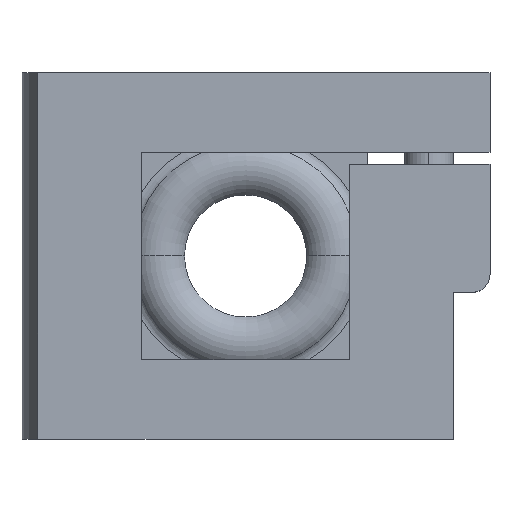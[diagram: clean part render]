
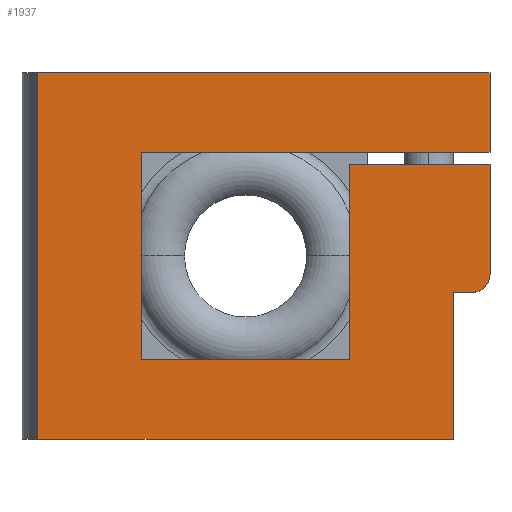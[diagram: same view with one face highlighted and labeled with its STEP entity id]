
A CAD part, top view. The second image highlights one B-rep face of the part: STEP entity #1937.
In plain terms, the highlighted planar face has unit normal (0, 0, 1).
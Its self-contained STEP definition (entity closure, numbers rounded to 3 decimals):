
#15 = DIRECTION ( 'NONE',  ( 0., 1., 0. ) ) ;
#17 = CARTESIAN_POINT ( 'NONE',  ( 33., -15., 5.75 ) ) ;
#37 = FACE_OUTER_BOUND ( 'NONE', #687, .T. ) ;
#60 = DIRECTION ( 'NONE',  ( 0., 0., 1. ) ) ;
#86 = VERTEX_POINT ( 'NONE', #820 ) ;
#119 = DIRECTION ( 'NONE',  ( 1., 0., 0. ) ) ;
#121 = EDGE_CURVE ( 'NONE', #235, #2057, #1927, .T. ) ;
#143 = CARTESIAN_POINT ( 'NONE',  ( 8.5, 7.5, 5.75 ) ) ;
#178 = ORIENTED_EDGE ( 'NONE', *, *, #1297, .T. ) ;
#221 = VECTOR ( 'NONE', #964, 1000. ) ;
#235 = VERTEX_POINT ( 'NONE', #1547 ) ;
#252 = EDGE_CURVE ( 'NONE', #659, #1035, #582, .T. ) ;
#256 = EDGE_CURVE ( 'NONE', #752, #1537, #996, .T. ) ;
#275 = LINE ( 'NONE', #757, #1796 ) ;
#280 = LINE ( 'NONE', #321, #221 ) ;
#282 = VECTOR ( 'NONE', #15, 1000. ) ;
#301 = EDGE_CURVE ( 'NONE', #1580, #86, #332, .T. ) ;
#321 = CARTESIAN_POINT ( 'NONE',  ( 20., -30., 5.75 ) ) ;
#332 = LINE ( 'NONE', #17, #864 ) ;
#337 = VECTOR ( 'NONE', #364, 1000. ) ;
#358 = VECTOR ( 'NONE', #2381, 1000. ) ;
#364 = DIRECTION ( 'NONE',  ( 0., 1., 0. ) ) ;
#369 = VERTEX_POINT ( 'NONE', #1635 ) ;
#377 = EDGE_CURVE ( 'NONE', #1290, #758, #280, .T. ) ;
#381 = DIRECTION ( 'NONE',  ( 1., 0., 0. ) ) ;
#386 = CARTESIAN_POINT ( 'NONE',  ( 17., -3., 5.75 ) ) ;
#398 = CARTESIAN_POINT ( 'NONE',  ( 20., -30., 5.75 ) ) ;
#459 = VECTOR ( 'NONE', #2534, 1000. ) ;
#470 = ORIENTED_EDGE ( 'NONE', *, *, #377, .T. ) ;
#506 = PLANE ( 'NONE',  #1637 ) ;
#549 = VECTOR ( 'NONE', #1783, 1000. ) ;
#557 = EDGE_CURVE ( 'NONE', #369, #1338, #804, .T. ) ;
#582 = LINE ( 'NONE', #2021, #1057 ) ;
#603 = EDGE_CURVE ( 'NONE', #1338, #2057, #2319, .T. ) ;
#626 = VERTEX_POINT ( 'NONE', #2179 ) ;
#647 = LINE ( 'NONE', #1107, #1111 ) ;
#659 = VERTEX_POINT ( 'NONE', #1000 ) ;
#687 = EDGE_LOOP ( 'NONE', ( #1956, #1519, #1660, #2501, #2531, #1571, #1038, #1128, #1051, #1656, #470, #178, #1631 ) ) ;
#752 = VERTEX_POINT ( 'NONE', #919 ) ;
#757 = CARTESIAN_POINT ( 'NONE',  ( 8.5, 8.5, 5.75 ) ) ;
#758 = VERTEX_POINT ( 'NONE', #1132 ) ;
#804 = LINE ( 'NONE', #2539, #282 ) ;
#820 = CARTESIAN_POINT ( 'NONE',  ( -17., -15., 5.75 ) ) ;
#864 = VECTOR ( 'NONE', #1212, 1000. ) ;
#889 = CARTESIAN_POINT ( 'NONE',  ( 8.5, -8.5, 5.75 ) ) ;
#892 = LINE ( 'NONE', #1788, #358 ) ;
#919 = CARTESIAN_POINT ( 'NONE',  ( 18.5, -3., 5.75 ) ) ;
#964 = DIRECTION ( 'NONE',  ( 0., 1., 0. ) ) ;
#996 = LINE ( 'NONE', #1221, #459 ) ;
#1000 = CARTESIAN_POINT ( 'NONE',  ( -8.5, 8.5, 5.75 ) ) ;
#1002 = CARTESIAN_POINT ( 'NONE',  ( -8.5, -8.5, 5.75 ) ) ;
#1025 = AXIS2_PLACEMENT_3D ( 'NONE', #1246, #60, #1446 ) ;
#1035 = VERTEX_POINT ( 'NONE', #1002 ) ;
#1038 = ORIENTED_EDGE ( 'NONE', *, *, #557, .F. ) ;
#1051 = ORIENTED_EDGE ( 'NONE', *, *, #252, .F. ) ;
#1054 = CIRCLE ( 'NONE', #1025, 1.5 ) ;
#1057 = VECTOR ( 'NONE', #1962, 1000. ) ;
#1107 = CARTESIAN_POINT ( 'NONE',  ( 20., 15., 5.75 ) ) ;
#1111 = VECTOR ( 'NONE', #1324, 1000. ) ;
#1118 = CARTESIAN_POINT ( 'NONE',  ( 20., 8.5, 5.75 ) ) ;
#1128 = ORIENTED_EDGE ( 'NONE', *, *, #1897, .F. ) ;
#1132 = CARTESIAN_POINT ( 'NONE',  ( 20., 15., 5.75 ) ) ;
#1206 = CARTESIAN_POINT ( 'NONE',  ( 17., -15., 5.75 ) ) ;
#1212 = DIRECTION ( 'NONE',  ( -1., 0., 0. ) ) ;
#1221 = CARTESIAN_POINT ( 'NONE',  ( 20., -3., 5.75 ) ) ;
#1246 = CARTESIAN_POINT ( 'NONE',  ( 18.5, -1.5, 5.75 ) ) ;
#1290 = VERTEX_POINT ( 'NONE', #1118 ) ;
#1297 = EDGE_CURVE ( 'NONE', #758, #626, #647, .T. ) ;
#1316 = DIRECTION ( 'NONE',  ( 0., 0., 1. ) ) ;
#1324 = DIRECTION ( 'NONE',  ( -1., 0., 0. ) ) ;
#1338 = VERTEX_POINT ( 'NONE', #143 ) ;
#1446 = DIRECTION ( 'NONE',  ( 1., 0., 0. ) ) ;
#1452 = EDGE_CURVE ( 'NONE', #1290, #659, #275, .T. ) ;
#1508 = EDGE_CURVE ( 'NONE', #1537, #1580, #2198, .T. ) ;
#1519 = ORIENTED_EDGE ( 'NONE', *, *, #1508, .F. ) ;
#1537 = VERTEX_POINT ( 'NONE', #1994 ) ;
#1539 = CARTESIAN_POINT ( 'NONE',  ( 20., 7.5, 5.75 ) ) ;
#1547 = CARTESIAN_POINT ( 'NONE',  ( 20., -1.5, 5.75 ) ) ;
#1571 = ORIENTED_EDGE ( 'NONE', *, *, #603, .F. ) ;
#1580 = VERTEX_POINT ( 'NONE', #1206 ) ;
#1587 = EDGE_CURVE ( 'NONE', #86, #626, #892, .T. ) ;
#1631 = ORIENTED_EDGE ( 'NONE', *, *, #1587, .F. ) ;
#1635 = CARTESIAN_POINT ( 'NONE',  ( 8.5, -8.5, 5.75 ) ) ;
#1637 = AXIS2_PLACEMENT_3D ( 'NONE', #2094, #1316, #119 ) ;
#1656 = ORIENTED_EDGE ( 'NONE', *, *, #1452, .F. ) ;
#1660 = ORIENTED_EDGE ( 'NONE', *, *, #256, .F. ) ;
#1669 = LINE ( 'NONE', #889, #2195 ) ;
#1717 = EDGE_CURVE ( 'NONE', #752, #235, #1054, .T. ) ;
#1783 = DIRECTION ( 'NONE',  ( 0., -1., 0. ) ) ;
#1788 = CARTESIAN_POINT ( 'NONE',  ( -17., -30., 5.75 ) ) ;
#1796 = VECTOR ( 'NONE', #1944, 1000. ) ;
#1882 = DIRECTION ( 'NONE',  ( 1., 0., 0. ) ) ;
#1897 = EDGE_CURVE ( 'NONE', #1035, #369, #1669, .T. ) ;
#1927 = LINE ( 'NONE', #398, #337 ) ;
#1937 = ADVANCED_FACE ( 'NONE', ( #37 ), #506, .T. ) ;
#1944 = DIRECTION ( 'NONE',  ( -1., 0., 0. ) ) ;
#1956 = ORIENTED_EDGE ( 'NONE', *, *, #301, .F. ) ;
#1962 = DIRECTION ( 'NONE',  ( 0., -1., 0. ) ) ;
#1994 = CARTESIAN_POINT ( 'NONE',  ( 17., -3., 5.75 ) ) ;
#2021 = CARTESIAN_POINT ( 'NONE',  ( -8.5, -8.5, 5.75 ) ) ;
#2057 = VERTEX_POINT ( 'NONE', #1539 ) ;
#2094 = CARTESIAN_POINT ( 'NONE',  ( 0., 0., 5.75 ) ) ;
#2179 = CARTESIAN_POINT ( 'NONE',  ( -17., 15., 5.75 ) ) ;
#2187 = CARTESIAN_POINT ( 'NONE',  ( 8.5, 7.5, 5.75 ) ) ;
#2195 = VECTOR ( 'NONE', #1882, 1000. ) ;
#2198 = LINE ( 'NONE', #386, #549 ) ;
#2262 = VECTOR ( 'NONE', #381, 1000. ) ;
#2319 = LINE ( 'NONE', #2187, #2262 ) ;
#2381 = DIRECTION ( 'NONE',  ( 0., 1., 0. ) ) ;
#2501 = ORIENTED_EDGE ( 'NONE', *, *, #1717, .T. ) ;
#2531 = ORIENTED_EDGE ( 'NONE', *, *, #121, .T. ) ;
#2534 = DIRECTION ( 'NONE',  ( -1., 0., 0. ) ) ;
#2539 = CARTESIAN_POINT ( 'NONE',  ( 8.5, -8.5, 5.75 ) ) ;
